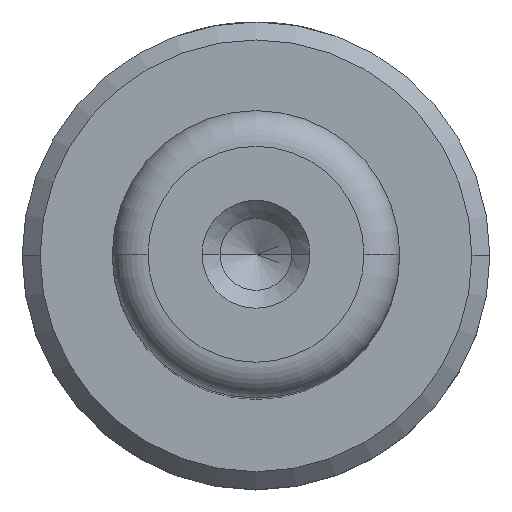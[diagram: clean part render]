
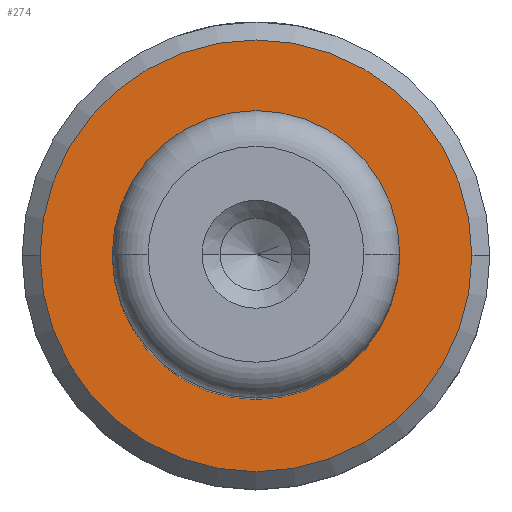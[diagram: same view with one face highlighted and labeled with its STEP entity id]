
A CAD part, top view. The second image highlights one B-rep face of the part: STEP entity #274.
In plain terms, the highlighted planar face has unit normal (0, 0, 1).
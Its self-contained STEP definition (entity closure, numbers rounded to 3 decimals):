
#27 = CARTESIAN_POINT ( 'NONE',  ( 0., 0., 13. ) ) ;
#74 = DIRECTION ( 'NONE',  ( -1., 0., 0. ) ) ;
#90 = VERTEX_POINT ( 'NONE', #1436 ) ;
#97 = EDGE_CURVE ( 'NONE', #1428, #1443, #399, .T. ) ;
#114 = EDGE_CURVE ( 'NONE', #392, #90, #1705, .T. ) ;
#156 = CIRCLE ( 'NONE', #646, 3.6 ) ;
#172 = CARTESIAN_POINT ( 'NONE',  ( 0., 0., 13. ) ) ;
#178 = DIRECTION ( 'NONE',  ( 1., 0., 0. ) ) ;
#234 = FACE_BOUND ( 'NONE', #1481, .T. ) ;
#274 = ADVANCED_FACE ( 'NONE', ( #697, #234 ), #1012, .T. ) ;
#300 = EDGE_LOOP ( 'NONE', ( #1416, #1516 ) ) ;
#329 = DIRECTION ( 'NONE',  ( -1., 0., 0. ) ) ;
#392 = VERTEX_POINT ( 'NONE', #1920 ) ;
#399 = CIRCLE ( 'NONE', #571, 6. ) ;
#571 = AXIS2_PLACEMENT_3D ( 'NONE', #27, #1116, #178 ) ;
#646 = AXIS2_PLACEMENT_3D ( 'NONE', #1978, #997, #74 ) ;
#679 = DIRECTION ( 'NONE',  ( 0., 0., 1. ) ) ;
#697 = FACE_OUTER_BOUND ( 'NONE', #300, .T. ) ;
#733 = CIRCLE ( 'NONE', #1617, 6. ) ;
#801 = ORIENTED_EDGE ( 'NONE', *, *, #1381, .T. ) ;
#841 = AXIS2_PLACEMENT_3D ( 'NONE', #1825, #1002, #1172 ) ;
#875 = AXIS2_PLACEMENT_3D ( 'NONE', #172, #1282, #329 ) ;
#997 = DIRECTION ( 'NONE',  ( 0., 0., -1. ) ) ;
#1002 = DIRECTION ( 'NONE',  ( 0., 0., 1. ) ) ;
#1012 = PLANE ( 'NONE',  #841 ) ;
#1116 = DIRECTION ( 'NONE',  ( 0., 0., 1. ) ) ;
#1172 = DIRECTION ( 'NONE',  ( 1., 0., 0. ) ) ;
#1282 = DIRECTION ( 'NONE',  ( 0., 0., -1. ) ) ;
#1381 = EDGE_CURVE ( 'NONE', #90, #392, #156, .T. ) ;
#1416 = ORIENTED_EDGE ( 'NONE', *, *, #1537, .T. ) ;
#1428 = VERTEX_POINT ( 'NONE', #1770 ) ;
#1436 = CARTESIAN_POINT ( 'NONE',  ( -3.6, 0., 13. ) ) ;
#1443 = VERTEX_POINT ( 'NONE', #1926 ) ;
#1481 = EDGE_LOOP ( 'NONE', ( #801, #1845 ) ) ;
#1516 = ORIENTED_EDGE ( 'NONE', *, *, #97, .T. ) ;
#1537 = EDGE_CURVE ( 'NONE', #1443, #1428, #733, .T. ) ;
#1617 = AXIS2_PLACEMENT_3D ( 'NONE', #1650, #679, #1803 ) ;
#1650 = CARTESIAN_POINT ( 'NONE',  ( 0., 0., 13. ) ) ;
#1705 = CIRCLE ( 'NONE', #875, 3.6 ) ;
#1770 = CARTESIAN_POINT ( 'NONE',  ( 6., 0., 13. ) ) ;
#1803 = DIRECTION ( 'NONE',  ( 1., 0., 0. ) ) ;
#1825 = CARTESIAN_POINT ( 'NONE',  ( 0., 0., 13. ) ) ;
#1845 = ORIENTED_EDGE ( 'NONE', *, *, #114, .T. ) ;
#1920 = CARTESIAN_POINT ( 'NONE',  ( 3.6, 0., 13. ) ) ;
#1926 = CARTESIAN_POINT ( 'NONE',  ( -6., 0., 13. ) ) ;
#1978 = CARTESIAN_POINT ( 'NONE',  ( 0., 0., 13. ) ) ;
